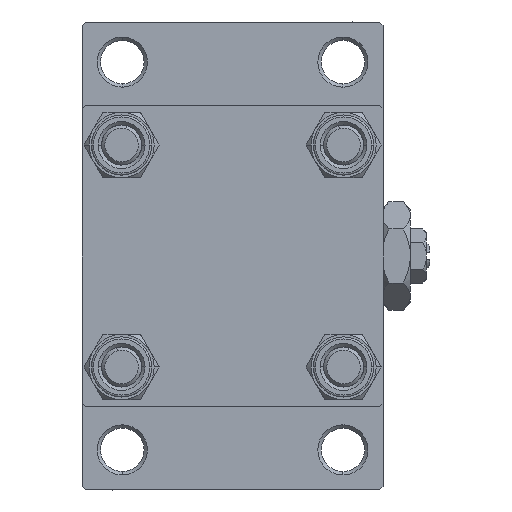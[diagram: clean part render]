
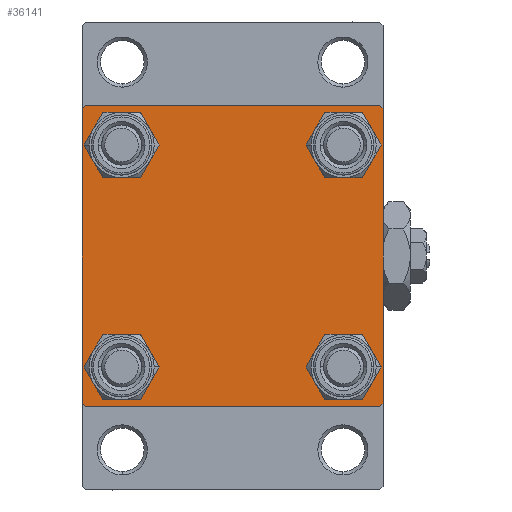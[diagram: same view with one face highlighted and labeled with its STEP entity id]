
A CAD part, left-side view. The second image highlights one B-rep face of the part: STEP entity #36141.
In plain terms, the highlighted planar face has unit normal (-1, 0, 0).
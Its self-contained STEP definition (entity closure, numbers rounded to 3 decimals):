
#24 = AXIS2_PLACEMENT_3D ( 'NONE', #4769, #38728, #31194 ) ;
#561 = CARTESIAN_POINT ( 'NONE',  ( 0., -16.6, 20.1 ) ) ;
#1289 = CARTESIAN_POINT ( 'NONE',  ( 0., -22.25, -22.25 ) ) ;
#1479 = FACE_BOUND ( 'NONE', #19643, .T. ) ;
#2152 = EDGE_LOOP ( 'NONE', ( #32482, #49521 ) ) ;
#3546 = AXIS2_PLACEMENT_3D ( 'NONE', #12750, #44175, #9229 ) ;
#3660 = ORIENTED_EDGE ( 'NONE', *, *, #14266, .T. ) ;
#3809 = VERTEX_POINT ( 'NONE', #9379 ) ;
#4366 = EDGE_CURVE ( 'NONE', #39019, #23112, #10800, .T. ) ;
#4567 = CARTESIAN_POINT ( 'NONE',  ( 0., -16.6, 13.1 ) ) ;
#4574 = CIRCLE ( 'NONE', #15855, 3.5 ) ;
#4769 = CARTESIAN_POINT ( 'NONE',  ( 0., -16.6, 16.6 ) ) ;
#4782 = LINE ( 'NONE', #43258, #28117 ) ;
#5015 = VERTEX_POINT ( 'NONE', #39513 ) ;
#5049 = DIRECTION ( 'NONE',  ( 0., 0., 1. ) ) ;
#5284 = FACE_OUTER_BOUND ( 'NONE', #30795, .T. ) ;
#5618 = EDGE_CURVE ( 'NONE', #33476, #17094, #4782, .T. ) ;
#5827 = DIRECTION ( 'NONE',  ( 0., -0.707, 0.707 ) ) ;
#6384 = CARTESIAN_POINT ( 'NONE',  ( 0., 16.6, 20.1 ) ) ;
#6549 = CARTESIAN_POINT ( 'NONE',  ( 0., -16.6, -13.1 ) ) ;
#7010 = DIRECTION ( 'NONE',  ( 0., 0.707, 0.707 ) ) ;
#8923 = EDGE_CURVE ( 'NONE', #39019, #13003, #17146, .T. ) ;
#9229 = DIRECTION ( 'NONE',  ( 0., 0., 1. ) ) ;
#9249 = EDGE_CURVE ( 'NONE', #3809, #36108, #26354, .T. ) ;
#9273 = AXIS2_PLACEMENT_3D ( 'NONE', #28204, #47048, #5049 ) ;
#9379 = CARTESIAN_POINT ( 'NONE',  ( 0., 22., 22.5 ) ) ;
#9507 = ORIENTED_EDGE ( 'NONE', *, *, #9677, .T. ) ;
#9677 = EDGE_CURVE ( 'NONE', #30740, #13003, #40284, .T. ) ;
#9952 = VERTEX_POINT ( 'NONE', #30443 ) ;
#9983 = EDGE_CURVE ( 'NONE', #22752, #23102, #4574, .T. ) ;
#10800 = LINE ( 'NONE', #26148, #28904 ) ;
#11284 = CIRCLE ( 'NONE', #24, 3.5 ) ;
#11403 = EDGE_CURVE ( 'NONE', #23102, #22752, #43573, .T. ) ;
#11581 = CARTESIAN_POINT ( 'NONE',  ( 0., 22.5, 22. ) ) ;
#12177 = CIRCLE ( 'NONE', #40307, 3.5 ) ;
#12575 = CARTESIAN_POINT ( 'NONE',  ( 0., 16.6, 16.6 ) ) ;
#12750 = CARTESIAN_POINT ( 'NONE',  ( 0., 16.6, -16.6 ) ) ;
#13003 = VERTEX_POINT ( 'NONE', #45177 ) ;
#13579 = DIRECTION ( 'NONE',  ( 1., 0., 0. ) ) ;
#13866 = ORIENTED_EDGE ( 'NONE', *, *, #39845, .T. ) ;
#14251 = VECTOR ( 'NONE', #5827, 1000. ) ;
#14266 = EDGE_CURVE ( 'NONE', #36108, #33476, #17553, .T. ) ;
#14861 = LINE ( 'NONE', #26679, #46968 ) ;
#15238 = ORIENTED_EDGE ( 'NONE', *, *, #37512, .T. ) ;
#15855 = AXIS2_PLACEMENT_3D ( 'NONE', #28173, #32434, #20361 ) ;
#16365 = FACE_BOUND ( 'NONE', #28898, .T. ) ;
#17094 = VERTEX_POINT ( 'NONE', #43822 ) ;
#17146 = LINE ( 'NONE', #24196, #31078 ) ;
#17276 = ORIENTED_EDGE ( 'NONE', *, *, #21281, .T. ) ;
#17553 = LINE ( 'NONE', #24859, #41972 ) ;
#18519 = DIRECTION ( 'NONE',  ( 0., 0., 1. ) ) ;
#18757 = DIRECTION ( 'NONE',  ( 1., 0., 0. ) ) ;
#19491 = AXIS2_PLACEMENT_3D ( 'NONE', #20599, #47509, #43738 ) ;
#19643 = EDGE_LOOP ( 'NONE', ( #40464, #13866 ) ) ;
#19701 = VECTOR ( 'NONE', #43149, 1000. ) ;
#20127 = DIRECTION ( 'NONE',  ( -1., 0., 0. ) ) ;
#20361 = DIRECTION ( 'NONE',  ( 0., 0., 1. ) ) ;
#20599 = CARTESIAN_POINT ( 'NONE',  ( 0., 16.6, -16.6 ) ) ;
#20873 = FACE_BOUND ( 'NONE', #2152, .T. ) ;
#21128 = FACE_BOUND ( 'NONE', #30134, .T. ) ;
#21281 = EDGE_CURVE ( 'NONE', #23818, #42744, #11284, .T. ) ;
#21797 = EDGE_CURVE ( 'NONE', #42744, #23818, #27370, .T. ) ;
#22744 = ORIENTED_EDGE ( 'NONE', *, *, #8923, .F. ) ;
#22752 = VERTEX_POINT ( 'NONE', #43703 ) ;
#23012 = CARTESIAN_POINT ( 'NONE',  ( 0., -22., -22.5 ) ) ;
#23102 = VERTEX_POINT ( 'NONE', #6384 ) ;
#23112 = VERTEX_POINT ( 'NONE', #29553 ) ;
#23818 = VERTEX_POINT ( 'NONE', #561 ) ;
#24047 = CARTESIAN_POINT ( 'NONE',  ( 0., 22.5, -22.5 ) ) ;
#24196 = CARTESIAN_POINT ( 'NONE',  ( 0., -22.5, 22.5 ) ) ;
#24859 = CARTESIAN_POINT ( 'NONE',  ( 0., 22.5, 22.5 ) ) ;
#25159 = DIRECTION ( 'NONE',  ( 0., 0., 1. ) ) ;
#25449 = VECTOR ( 'NONE', #41680, 1000. ) ;
#26148 = CARTESIAN_POINT ( 'NONE',  ( 0., -22.25, 22.25 ) ) ;
#26354 = LINE ( 'NONE', #29894, #25449 ) ;
#26679 = CARTESIAN_POINT ( 'NONE',  ( 0., 22.5, 22.5 ) ) ;
#27333 = AXIS2_PLACEMENT_3D ( 'NONE', #33377, #18757, #18519 ) ;
#27370 = CIRCLE ( 'NONE', #27333, 3.5 ) ;
#27422 = DIRECTION ( 'NONE',  ( 1., 0., 0. ) ) ;
#27573 = LINE ( 'NONE', #24047, #19701 ) ;
#27925 = DIRECTION ( 'NONE',  ( 0., 0., 1. ) ) ;
#27966 = DIRECTION ( 'NONE',  ( 0., 0., -1. ) ) ;
#28117 = VECTOR ( 'NONE', #43518, 1000. ) ;
#28173 = CARTESIAN_POINT ( 'NONE',  ( 0., 16.6, 16.6 ) ) ;
#28204 = CARTESIAN_POINT ( 'NONE',  ( 0., -16.6, -16.6 ) ) ;
#28684 = PLANE ( 'NONE',  #44247 ) ;
#28898 = EDGE_LOOP ( 'NONE', ( #17276, #40066 ) ) ;
#28904 = VECTOR ( 'NONE', #7010, 1000. ) ;
#29467 = ORIENTED_EDGE ( 'NONE', *, *, #9249, .T. ) ;
#29553 = CARTESIAN_POINT ( 'NONE',  ( 0., -22., 22.5 ) ) ;
#29894 = CARTESIAN_POINT ( 'NONE',  ( 0., 22.25, 22.25 ) ) ;
#30062 = VERTEX_POINT ( 'NONE', #39599 ) ;
#30134 = EDGE_LOOP ( 'NONE', ( #15238, #47674 ) ) ;
#30443 = CARTESIAN_POINT ( 'NONE',  ( 0., 16.6, -13.1 ) ) ;
#30740 = VERTEX_POINT ( 'NONE', #23012 ) ;
#30795 = EDGE_LOOP ( 'NONE', ( #3660, #35182, #32119, #9507, #22744, #33040, #40641, #29467 ) ) ;
#30945 = DIRECTION ( 'NONE',  ( 0., -1., 0. ) ) ;
#31078 = VECTOR ( 'NONE', #27966, 1000. ) ;
#31194 = DIRECTION ( 'NONE',  ( 0., 0., 1. ) ) ;
#32119 = ORIENTED_EDGE ( 'NONE', *, *, #49190, .T. ) ;
#32434 = DIRECTION ( 'NONE',  ( 1., 0., 0. ) ) ;
#32482 = ORIENTED_EDGE ( 'NONE', *, *, #11403, .T. ) ;
#33040 = ORIENTED_EDGE ( 'NONE', *, *, #4366, .T. ) ;
#33377 = CARTESIAN_POINT ( 'NONE',  ( 0., -16.6, 16.6 ) ) ;
#33400 = VERTEX_POINT ( 'NONE', #6549 ) ;
#33476 = VERTEX_POINT ( 'NONE', #36744 ) ;
#35182 = ORIENTED_EDGE ( 'NONE', *, *, #5618, .T. ) ;
#35620 = CARTESIAN_POINT ( 'NONE',  ( 0., -22.5, 22. ) ) ;
#36108 = VERTEX_POINT ( 'NONE', #11581 ) ;
#36141 = ADVANCED_FACE ( 'NONE', ( #16365, #21128, #1479, #20873, #5284 ), #28684, .T. ) ;
#36220 = CARTESIAN_POINT ( 'NONE',  ( 0., 0., 0. ) ) ;
#36744 = CARTESIAN_POINT ( 'NONE',  ( 0., 22.5, -22. ) ) ;
#36962 = CARTESIAN_POINT ( 'NONE',  ( 0., -16.6, -16.6 ) ) ;
#37512 = EDGE_CURVE ( 'NONE', #33400, #30062, #12177, .T. ) ;
#38728 = DIRECTION ( 'NONE',  ( 1., 0., 0. ) ) ;
#39019 = VERTEX_POINT ( 'NONE', #35620 ) ;
#39493 = DIRECTION ( 'NONE',  ( 0., 0., 1. ) ) ;
#39513 = CARTESIAN_POINT ( 'NONE',  ( 0., 16.6, -20.1 ) ) ;
#39599 = CARTESIAN_POINT ( 'NONE',  ( 0., -16.6, -20.1 ) ) ;
#39845 = EDGE_CURVE ( 'NONE', #5015, #9952, #40413, .T. ) ;
#40066 = ORIENTED_EDGE ( 'NONE', *, *, #21797, .T. ) ;
#40284 = LINE ( 'NONE', #1289, #14251 ) ;
#40307 = AXIS2_PLACEMENT_3D ( 'NONE', #36962, #13579, #25159 ) ;
#40413 = CIRCLE ( 'NONE', #19491, 3.5 ) ;
#40464 = ORIENTED_EDGE ( 'NONE', *, *, #43047, .T. ) ;
#40641 = ORIENTED_EDGE ( 'NONE', *, *, #43889, .F. ) ;
#41680 = DIRECTION ( 'NONE',  ( 0., 0.707, -0.707 ) ) ;
#41972 = VECTOR ( 'NONE', #47742, 1000. ) ;
#42113 = CIRCLE ( 'NONE', #3546, 3.5 ) ;
#42744 = VERTEX_POINT ( 'NONE', #4567 ) ;
#43047 = EDGE_CURVE ( 'NONE', #9952, #5015, #42113, .T. ) ;
#43149 = DIRECTION ( 'NONE',  ( 0., -1., 0. ) ) ;
#43258 = CARTESIAN_POINT ( 'NONE',  ( 0., 22.25, -22.25 ) ) ;
#43518 = DIRECTION ( 'NONE',  ( 0., -0.707, -0.707 ) ) ;
#43573 = CIRCLE ( 'NONE', #47593, 3.5 ) ;
#43703 = CARTESIAN_POINT ( 'NONE',  ( 0., 16.6, 13.1 ) ) ;
#43738 = DIRECTION ( 'NONE',  ( 0., 0., 1. ) ) ;
#43822 = CARTESIAN_POINT ( 'NONE',  ( 0., 22., -22.5 ) ) ;
#43889 = EDGE_CURVE ( 'NONE', #3809, #23112, #14861, .T. ) ;
#44175 = DIRECTION ( 'NONE',  ( 1., 0., 0. ) ) ;
#44247 = AXIS2_PLACEMENT_3D ( 'NONE', #36220, #20127, #39493 ) ;
#44628 = CIRCLE ( 'NONE', #9273, 3.5 ) ;
#45177 = CARTESIAN_POINT ( 'NONE',  ( 0., -22.5, -22. ) ) ;
#46968 = VECTOR ( 'NONE', #30945, 1000. ) ;
#47048 = DIRECTION ( 'NONE',  ( 1., 0., 0. ) ) ;
#47509 = DIRECTION ( 'NONE',  ( 1., 0., 0. ) ) ;
#47593 = AXIS2_PLACEMENT_3D ( 'NONE', #12575, #27422, #27925 ) ;
#47674 = ORIENTED_EDGE ( 'NONE', *, *, #48529, .T. ) ;
#47742 = DIRECTION ( 'NONE',  ( 0., 0., -1. ) ) ;
#48529 = EDGE_CURVE ( 'NONE', #30062, #33400, #44628, .T. ) ;
#49190 = EDGE_CURVE ( 'NONE', #17094, #30740, #27573, .T. ) ;
#49521 = ORIENTED_EDGE ( 'NONE', *, *, #9983, .T. ) ;
